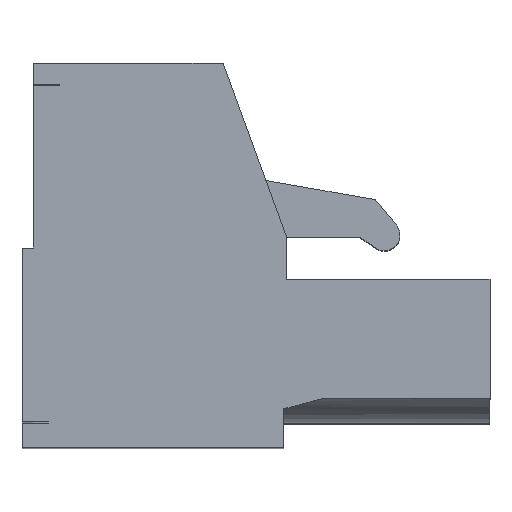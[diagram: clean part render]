
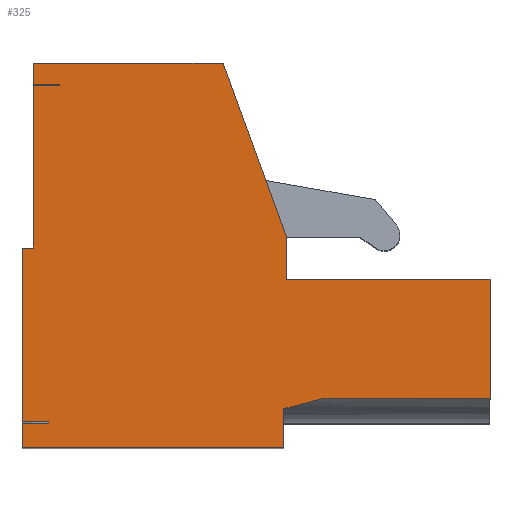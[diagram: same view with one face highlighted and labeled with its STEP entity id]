
A CAD part, top view. The second image highlights one B-rep face of the part: STEP entity #325.
In plain terms, the highlighted planar face has unit normal (0, 0, 1).
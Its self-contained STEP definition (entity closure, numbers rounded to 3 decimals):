
#325 = ADVANCED_FACE( '', ( #794 ), #795, .F. );
#794 = FACE_OUTER_BOUND( '', #1414, .T. );
#795 = PLANE( '', #1415 );
#1414 = EDGE_LOOP( '', ( #2311, #2312, #2313, #2314, #2315, #2316, #2317, #2318, #2319, #2320, #2321, #2322, #2323, #2324, #2325, #2326, #2327, #2328, #2329, #2330 ) );
#1415 = AXIS2_PLACEMENT_3D( '', #2331, #2332, #2333 );
#2311 = ORIENTED_EDGE( '', *, *, #3609, .T. );
#2312 = ORIENTED_EDGE( '', *, *, #3782, .T. );
#2313 = ORIENTED_EDGE( '', *, *, #3783, .T. );
#2314 = ORIENTED_EDGE( '', *, *, #3784, .T. );
#2315 = ORIENTED_EDGE( '', *, *, #3785, .T. );
#2316 = ORIENTED_EDGE( '', *, *, #3786, .T. );
#2317 = ORIENTED_EDGE( '', *, *, #3787, .F. );
#2318 = ORIENTED_EDGE( '', *, *, #3629, .T. );
#2319 = ORIENTED_EDGE( '', *, *, #3594, .F. );
#2320 = ORIENTED_EDGE( '', *, *, #3788, .T. );
#2321 = ORIENTED_EDGE( '', *, *, #3789, .T. );
#2322 = ORIENTED_EDGE( '', *, *, #3790, .T. );
#2323 = ORIENTED_EDGE( '', *, *, #3791, .T. );
#2324 = ORIENTED_EDGE( '', *, *, #3792, .T. );
#2325 = ORIENTED_EDGE( '', *, *, #3793, .F. );
#2326 = ORIENTED_EDGE( '', *, *, #3794, .T. );
#2327 = ORIENTED_EDGE( '', *, *, #3795, .T. );
#2328 = ORIENTED_EDGE( '', *, *, #3796, .T. );
#2329 = ORIENTED_EDGE( '', *, *, #3797, .T. );
#2330 = ORIENTED_EDGE( '', *, *, #3798, .T. );
#2331 = CARTESIAN_POINT( '', ( 273.592, 202.842, 120.36 ) );
#2332 = DIRECTION( '', ( 0., 0., -1. ) );
#2333 = DIRECTION( '', ( -1., 0., 0. ) );
#3594 = EDGE_CURVE( '', #4292, #4293, #4294, .T. );
#3609 = EDGE_CURVE( '', #4312, #4317, #4319, .T. );
#3629 = EDGE_CURVE( '', #4353, #4293, #4354, .T. );
#3782 = EDGE_CURVE( '', #4317, #4608, #4609, .T. );
#3783 = EDGE_CURVE( '', #4608, #4610, #4611, .T. );
#3784 = EDGE_CURVE( '', #4610, #4612, #4613, .T. );
#3785 = EDGE_CURVE( '', #4612, #4614, #4615, .T. );
#3786 = EDGE_CURVE( '', #4614, #4616, #4617, .T. );
#3787 = EDGE_CURVE( '', #4353, #4616, #4618, .T. );
#3788 = EDGE_CURVE( '', #4292, #4619, #4620, .T. );
#3789 = EDGE_CURVE( '', #4619, #4621, #4622, .T. );
#3790 = EDGE_CURVE( '', #4621, #4623, #4624, .T. );
#3791 = EDGE_CURVE( '', #4623, #4625, #4626, .T. );
#3792 = EDGE_CURVE( '', #4625, #4627, #4628, .T. );
#3793 = EDGE_CURVE( '', #4629, #4627, #4630, .T. );
#3794 = EDGE_CURVE( '', #4629, #4631, #4632, .T. );
#3795 = EDGE_CURVE( '', #4631, #4633, #4634, .T. );
#3796 = EDGE_CURVE( '', #4633, #4635, #4636, .T. );
#3797 = EDGE_CURVE( '', #4635, #4637, #4638, .T. );
#3798 = EDGE_CURVE( '', #4637, #4312, #4639, .T. );
#4292 = VERTEX_POINT( '', #5284 );
#4293 = VERTEX_POINT( '', #5285 );
#4294 = LINE( '', #5286, #5287 );
#4312 = VERTEX_POINT( '', #5312 );
#4317 = VERTEX_POINT( '', #5319 );
#4319 = LINE( '', #5322, #5323 );
#4353 = VERTEX_POINT( '', #5374 );
#4354 = LINE( '', #5375, #5376 );
#4608 = VERTEX_POINT( '', #5723 );
#4609 = LINE( '', #5724, #5725 );
#4610 = VERTEX_POINT( '', #5726 );
#4611 = LINE( '', #5727, #5728 );
#4612 = VERTEX_POINT( '', #5729 );
#4613 = LINE( '', #5730, #5731 );
#4614 = VERTEX_POINT( '', #5732 );
#4615 = LINE( '', #5733, #5734 );
#4616 = VERTEX_POINT( '', #5735 );
#4617 = LINE( '', #5736, #5737 );
#4618 = LINE( '', #5738, #5739 );
#4619 = VERTEX_POINT( '', #5740 );
#4620 = LINE( '', #5741, #5742 );
#4621 = VERTEX_POINT( '', #5743 );
#4622 = LINE( '', #5744, #5745 );
#4623 = VERTEX_POINT( '', #5746 );
#4624 = LINE( '', #5747, #5748 );
#4625 = VERTEX_POINT( '', #5749 );
#4626 = LINE( '', #5750, #5751 );
#4627 = VERTEX_POINT( '', #5752 );
#4628 = LINE( '', #5753, #5754 );
#4629 = VERTEX_POINT( '', #5755 );
#4630 = LINE( '', #5756, #5757 );
#4631 = VERTEX_POINT( '', #5758 );
#4632 = LINE( '', #5759, #5760 );
#4633 = VERTEX_POINT( '', #5761 );
#4634 = LINE( '', #5762, #5763 );
#4635 = VERTEX_POINT( '', #5764 );
#4636 = LINE( '', #5765, #5766 );
#4637 = VERTEX_POINT( '', #5767 );
#4638 = LINE( '', #5768, #5769 );
#4639 = LINE( '', #5770, #5771 );
#5284 = CARTESIAN_POINT( '', ( 265.392, 202.842, 120.36 ) );
#5285 = CARTESIAN_POINT( '', ( 273.592, 202.842, 120.36 ) );
#5286 = CARTESIAN_POINT( '', ( 273.692, 202.842, 120.36 ) );
#5287 = VECTOR( '', #6519, 1000. );
#5312 = CARTESIAN_POINT( '', ( 255.792, 197.092, 120.36 ) );
#5319 = CARTESIAN_POINT( '', ( 255.792, 197.042, 120.36 ) );
#5322 = CARTESIAN_POINT( '', ( 255.792, 197.042, 120.36 ) );
#5323 = VECTOR( '', #6533, 1000. );
#5374 = CARTESIAN_POINT( '', ( 273.592, 198.042, 120.36 ) );
#5375 = CARTESIAN_POINT( '', ( 273.592, 198.942, 120.36 ) );
#5376 = VECTOR( '', #6551, 1000. );
#5723 = CARTESIAN_POINT( '', ( 254.742, 197.042, 120.36 ) );
#5724 = CARTESIAN_POINT( '', ( 254.542, 197.042, 120.36 ) );
#5725 = VECTOR( '', #6729, 1000. );
#5726 = CARTESIAN_POINT( '', ( 254.742, 196.042, 120.36 ) );
#5727 = CARTESIAN_POINT( '', ( 254.742, 196.042, 120.36 ) );
#5728 = VECTOR( '', #6730, 1000. );
#5729 = CARTESIAN_POINT( '', ( 265.292, 196.042, 120.36 ) );
#5730 = CARTESIAN_POINT( '', ( 265.392, 196.042, 120.36 ) );
#5731 = VECTOR( '', #6731, 1000. );
#5732 = CARTESIAN_POINT( '', ( 265.292, 197.615, 120.36 ) );
#5733 = CARTESIAN_POINT( '', ( 265.292, 197.642, 120.36 ) );
#5734 = VECTOR( '', #6732, 1000. );
#5735 = CARTESIAN_POINT( '', ( 266.885, 198.042, 120.36 ) );
#5736 = CARTESIAN_POINT( '', ( 266.885, 198.042, 120.36 ) );
#5737 = VECTOR( '', #6733, 1000. );
#5738 = CARTESIAN_POINT( '', ( 266.885, 198.042, 120.36 ) );
#5739 = VECTOR( '', #6734, 1000. );
#5740 = CARTESIAN_POINT( '', ( 265.392, 204.542, 120.36 ) );
#5741 = CARTESIAN_POINT( '', ( 265.392, 197.642, 120.36 ) );
#5742 = VECTOR( '', #6735, 1000. );
#5743 = CARTESIAN_POINT( '', ( 262.844, 211.542, 120.36 ) );
#5744 = CARTESIAN_POINT( '', ( 263.026, 211.042, 120.36 ) );
#5745 = VECTOR( '', #6736, 1000. );
#5746 = CARTESIAN_POINT( '', ( 255.192, 211.542, 120.36 ) );
#5747 = CARTESIAN_POINT( '', ( 255.042, 211.542, 120.36 ) );
#5748 = VECTOR( '', #6737, 1000. );
#5749 = CARTESIAN_POINT( '', ( 255.192, 210.692, 120.36 ) );
#5750 = CARTESIAN_POINT( '', ( 255.192, 210.382, 120.36 ) );
#5751 = VECTOR( '', #6738, 1000. );
#5752 = CARTESIAN_POINT( '', ( 256.242, 210.692, 120.36 ) );
#5753 = CARTESIAN_POINT( '', ( 255.742, 210.692, 120.36 ) );
#5754 = VECTOR( '', #6739, 1000. );
#5755 = CARTESIAN_POINT( '', ( 256.242, 210.642, 120.36 ) );
#5756 = CARTESIAN_POINT( '', ( 256.242, 210.232, 120.36 ) );
#5757 = VECTOR( '', #6740, 1000. );
#5758 = CARTESIAN_POINT( '', ( 255.192, 210.642, 120.36 ) );
#5759 = CARTESIAN_POINT( '', ( 255.942, 210.642, 120.36 ) );
#5760 = VECTOR( '', #6741, 1000. );
#5761 = CARTESIAN_POINT( '', ( 255.192, 204.092, 120.36 ) );
#5762 = CARTESIAN_POINT( '', ( 255.192, 203.542, 120.36 ) );
#5763 = VECTOR( '', #6742, 1000. );
#5764 = CARTESIAN_POINT( '', ( 254.742, 204.092, 120.36 ) );
#5765 = CARTESIAN_POINT( '', ( 254.742, 204.092, 120.36 ) );
#5766 = VECTOR( '', #6743, 1000. );
#5767 = CARTESIAN_POINT( '', ( 254.742, 197.092, 120.36 ) );
#5768 = CARTESIAN_POINT( '', ( 254.742, 196.742, 120.36 ) );
#5769 = VECTOR( '', #6744, 1000. );
#5770 = CARTESIAN_POINT( '', ( 256.942, 197.092, 120.36 ) );
#5771 = VECTOR( '', #6745, 1000. );
#6519 = DIRECTION( '', ( 1., 0., 0. ) );
#6533 = DIRECTION( '', ( 0., -1., 0. ) );
#6551 = DIRECTION( '', ( 0., 1., 0. ) );
#6729 = DIRECTION( '', ( -1., 0., 0. ) );
#6730 = DIRECTION( '', ( 0., -1., 0. ) );
#6731 = DIRECTION( '', ( 1., 0., 0. ) );
#6732 = DIRECTION( '', ( 0., 1., 0. ) );
#6733 = DIRECTION( '', ( 0.966, 0.259, 0. ) );
#6734 = DIRECTION( '', ( -1., 0., 0. ) );
#6735 = DIRECTION( '', ( 0., 1., 0. ) );
#6736 = DIRECTION( '', ( -0.342, 0.94, 0. ) );
#6737 = DIRECTION( '', ( -1., 0., 0. ) );
#6738 = DIRECTION( '', ( 0., -1., 0. ) );
#6739 = DIRECTION( '', ( 1., 0., 0. ) );
#6740 = DIRECTION( '', ( 0., 1., 0. ) );
#6741 = DIRECTION( '', ( -1., 0., 0. ) );
#6742 = DIRECTION( '', ( 0., -1., 0. ) );
#6743 = DIRECTION( '', ( -1., 0., 0. ) );
#6744 = DIRECTION( '', ( 0., -1., 0. ) );
#6745 = DIRECTION( '', ( 1., 0., 0. ) );
